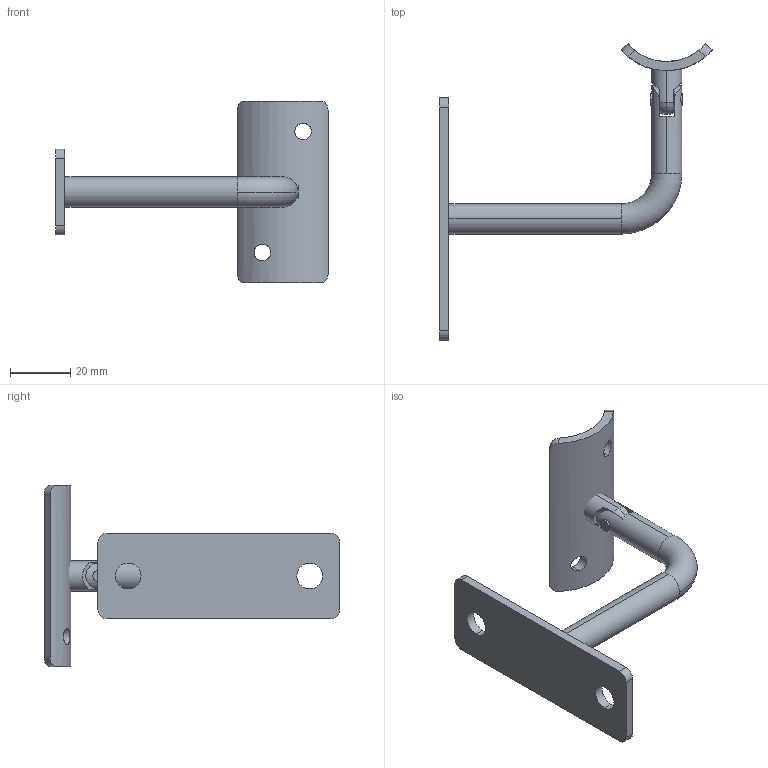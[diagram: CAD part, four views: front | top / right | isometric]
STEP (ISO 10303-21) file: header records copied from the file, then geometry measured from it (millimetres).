
FILE_DESCRIPTION (( 'STEP AP203' ), '1' );
FILE_NAME ('3D_GW2862_33.7_188681820.STEP', '2024-09-28T10:46:44', ( '' ), ( '' ), 'SwSTEP 2.0', 'SolidWorks 2024', '' );
FILE_SCHEMA (( 'CONFIG_CONTROL_DESIGN' ));
Length unit declared in the file: millimetre
Products named in the file (1): 3D_GW2862_33.7_188681820
Bounding box: 90 x 97.81 x 60 mm (x, y, z)
Volume: 20926.8 mm3; surface area: 13411.2 mm2
Topology: 2 solids, 2 shells, 58 faces, 146 edges, 97 vertices
Faces by surface type: cylinder 36, plane 18, torus 2, sphere 2
Entity records: 2429 total; most frequent: CARTESIAN_POINT 920, DIRECTION 302, ORIENTED_EDGE 292, EDGE_CURVE 146, AXIS2_PLACEMENT_3D 121, VERTEX_POINT 97, EDGE_LOOP 73, CIRCLE 62
